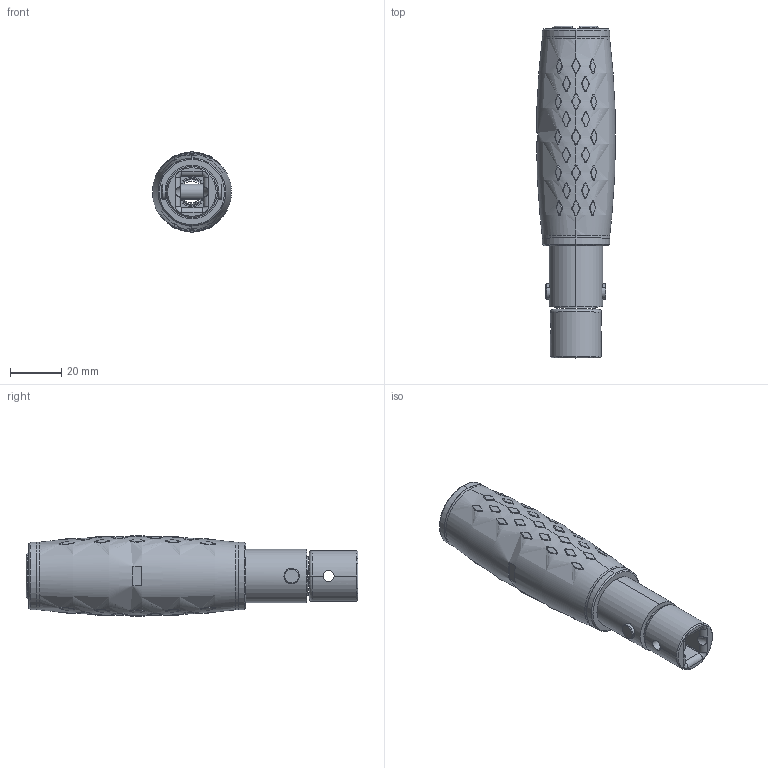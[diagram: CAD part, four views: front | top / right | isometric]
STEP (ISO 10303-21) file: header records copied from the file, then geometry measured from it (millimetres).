
FILE_DESCRIPTION (( 'STEP AP214' ), '1' );
FILE_NAME ('8439004100.STEP', '2016-12-13T07:08:05', ( '' ), ( '' ), 'SwSTEP 2.0', 'SolidWorks 2016', '' );
FILE_SCHEMA (( 'AUTOMOTIVE_DESIGN' ));
Length unit declared in the file: millimetre
Products named in the file (1): 8439004100
Bounding box: 30.93 x 130.09 x 31.41 mm (x, y, z)
Surface area: 31708.6 mm2 (no closed solid volume)
Topology: 0 solids, 10 shells, 560 faces, 1683 edges, 1121 vertices
Faces by surface type: bspline 414, cylinder 65, plane 51, cone 22, torus 8
Entity records: 44164 total; most frequent: CARTESIAN_POINT 26875, ORIENTED_EDGE 3030, EDGE_CURVE 1654, B_SPLINE_CURVE_WITH_KNOTS 1306, VERTEX_POINT 1121, DIRECTION 793, EDGE_LOOP 615, UNCERTAINTY_MEASURE_WITH_UNIT 562
